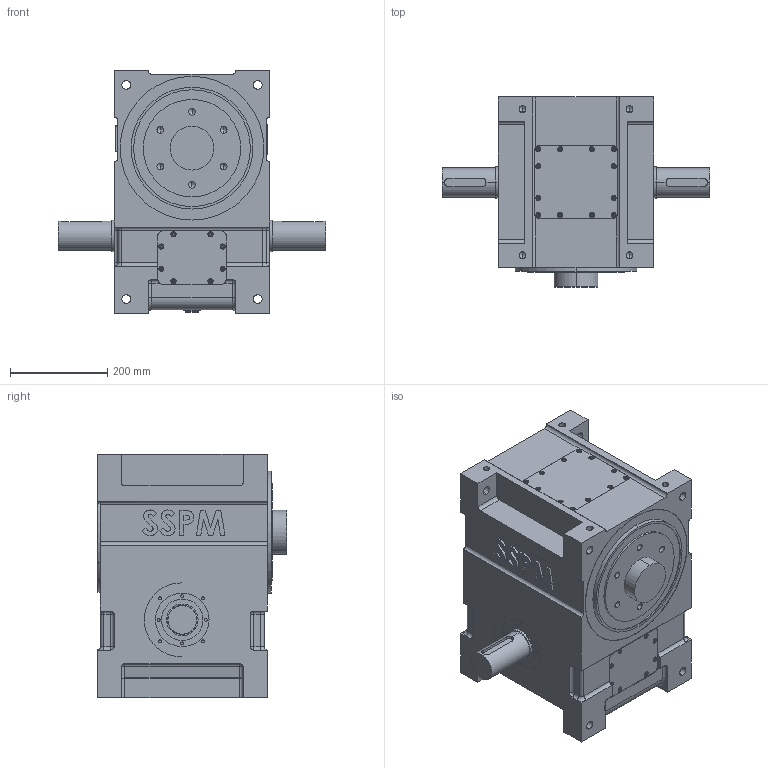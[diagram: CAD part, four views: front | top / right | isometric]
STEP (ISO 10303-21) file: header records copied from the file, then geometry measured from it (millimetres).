
FILE_DESCRIPTION (( 'STEP AP203' ), '1' );
FILE_NAME ('18DF¼Ð·Ç.STEP', '2025-05-23T02:32:25', ( '' ), ( '' ), 'SwSTEP 2.0', 'SolidWorks 2018', '' );
FILE_SCHEMA (( 'CONFIG_CONTROL_DESIGN' ));
Length unit declared in the file: millimetre
Products named in the file (1): 18DF標準
Bounding box: 550 x 390 x 500 mm (x, y, z)
Volume: 50905181.1 mm3; surface area: 1043219.1 mm2
Topology: 1 solids, 1 shells, 970 faces, 2316 edges, 1460 vertices
Faces by surface type: plane 470, cylinder 334, torus 60, bspline 58, cone 28, sphere 20
Entity records: 31298 total; most frequent: CARTESIAN_POINT 8666, DIRECTION 4736, ORIENTED_EDGE 4544, EDGE_CURVE 2272, AXIS2_PLACEMENT_3D 1691, VERTEX_POINT 1460, VECTOR 1354, LINE 1354
